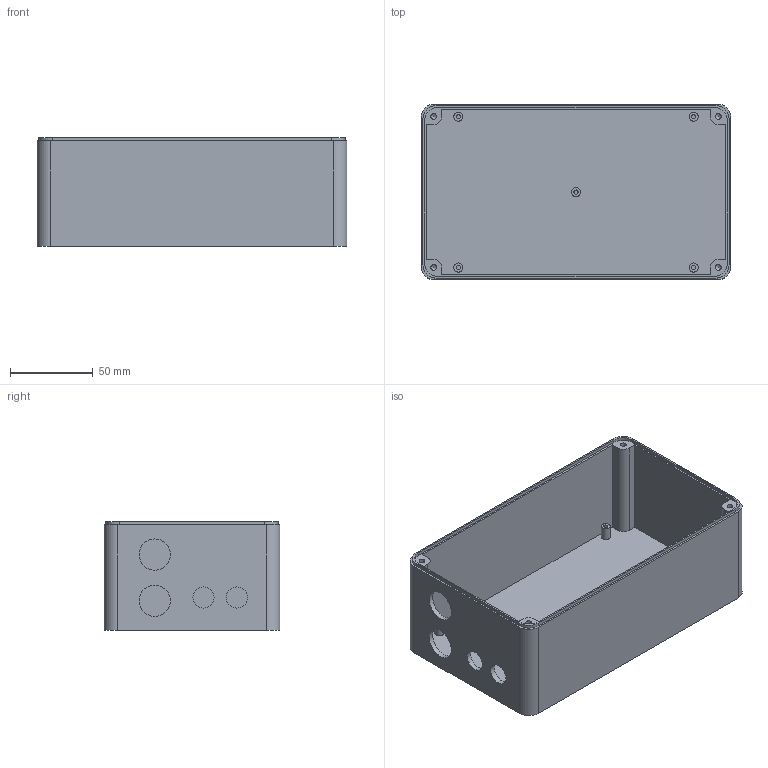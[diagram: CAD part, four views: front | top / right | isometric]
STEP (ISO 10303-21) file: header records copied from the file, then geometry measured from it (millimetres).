
FILE_DESCRIPTION(('FreeCAD Model'),'2;1');
FILE_NAME('Open CASCADE Shape Model','2025-08-21T19:59:07',(''),(''), 'Open CASCADE STEP processor 7.8','FreeCAD','Unknown');
FILE_SCHEMA(('AUTOMOTIVE_DESIGN { 1 0 10303 214 1 1 1 1 }'));
Length unit declared in the file: millimetre
Products named in the file (1): Pocket PG-Verschraubungen
Bounding box: 187.4 x 106.4 x 66 mm (x, y, z)
Volume: 179399 mm3; surface area: 115298.9 mm2
Topology: 1 solids, 1 shells, 77 faces, 182 edges, 120 vertices
Faces by surface type: plane 39, cylinder 34, cone 4
Full cylindrical faces by diameter (mm): 2.5 x5, 3.5 x4, 5.5 x5, 12.8 x2, 18.9 x2
Entity records: 2250 total; most frequent: DIRECTION 402, CARTESIAN_POINT 376, ORIENTED_EDGE 356, EDGE_CURVE 178, AXIS2_PLACEMENT_3D 146, VERTEX_POINT 120, LINE 110, VECTOR 110
